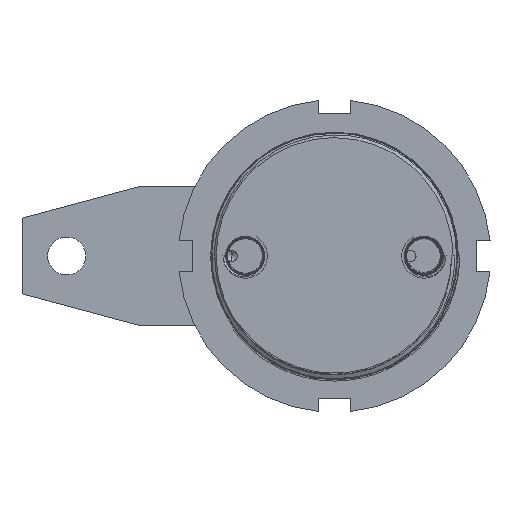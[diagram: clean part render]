
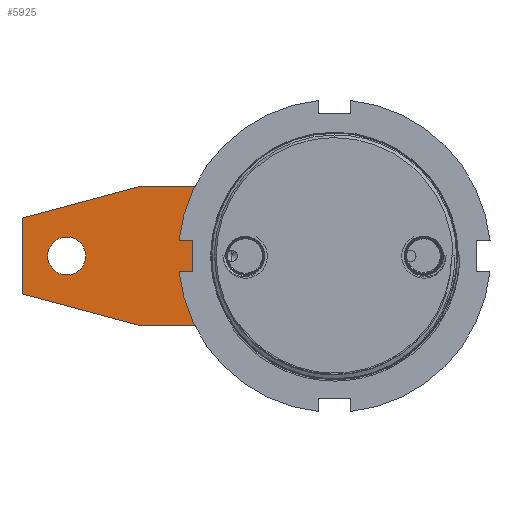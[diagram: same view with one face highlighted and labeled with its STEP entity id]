
A CAD part, front view. The second image highlights one B-rep face of the part: STEP entity #5925.
In plain terms, the highlighted planar face has unit normal (0, -1, 0).
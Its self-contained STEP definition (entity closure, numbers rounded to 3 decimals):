
#425 = ORIENTED_EDGE ( 'NONE', *, *, #64201, .F. ) ;
#1195 = VERTEX_POINT ( 'NONE', #44555 ) ;
#1407 = DIRECTION ( 'NONE',  ( 0.707, 0., -0.707 ) ) ;
#3776 = CARTESIAN_POINT ( 'NONE',  ( -60., 0., 0. ) ) ;
#4664 = PLANE ( 'NONE',  #46869 ) ;
#5657 = EDGE_CURVE ( 'NONE', #11828, #12066, #10785, .T. ) ;
#5690 = DIRECTION ( 'NONE',  ( 0., -1., 0. ) ) ;
#5925 = ADVANCED_FACE ( 'NONE', ( #22448, #55505, #23378 ), #4664, .F. ) ;
#6216 = ORIENTED_EDGE ( 'NONE', *, *, #34629, .F. ) ;
#6746 = EDGE_CURVE ( 'NONE', #67719, #1195, #49189, .T. ) ;
#9969 = CARTESIAN_POINT ( 'NONE',  ( 0., 0., 0. ) ) ;
#10508 = CARTESIAN_POINT ( 'NONE',  ( -70., 0., -8.5 ) ) ;
#10662 = DIRECTION ( 'NONE',  ( -1., 0., 0. ) ) ;
#10785 = LINE ( 'NONE', #54660, #34948 ) ;
#11828 = VERTEX_POINT ( 'NONE', #42432 ) ;
#12066 = VERTEX_POINT ( 'NONE', #35311 ) ;
#12547 = EDGE_CURVE ( 'NONE', #1195, #67719, #43731, .T. ) ;
#13629 = ORIENTED_EDGE ( 'NONE', *, *, #6746, .F. ) ;
#13859 = EDGE_CURVE ( 'NONE', #51388, #27246, #16020, .T. ) ;
#14313 = CARTESIAN_POINT ( 'NONE',  ( -70., 0., 0. ) ) ;
#14394 = LINE ( 'NONE', #29519, #59044 ) ;
#15474 = DIRECTION ( 'NONE',  ( 1., 0., 0. ) ) ;
#15721 = DIRECTION ( 'NONE',  ( 0., -1., 0. ) ) ;
#16020 = LINE ( 'NONE', #29208, #41895 ) ;
#16167 = CARTESIAN_POINT ( 'NONE',  ( -70., 0., -15.5 ) ) ;
#16814 = ORIENTED_EDGE ( 'NONE', *, *, #5657, .F. ) ;
#16989 = CARTESIAN_POINT ( 'NONE',  ( -11.2, 0., 0. ) ) ;
#17234 = VERTEX_POINT ( 'NONE', #27812 ) ;
#18328 = CARTESIAN_POINT ( 'NONE',  ( 12., 0., 15.5 ) ) ;
#18429 = ORIENTED_EDGE ( 'NONE', *, *, #68354, .F. ) ;
#18872 = AXIS2_PLACEMENT_3D ( 'NONE', #3776, #22318, #39237 ) ;
#22318 = DIRECTION ( 'NONE',  ( 0., -1., 0. ) ) ;
#22448 = FACE_BOUND ( 'NONE', #39449, .T. ) ;
#23316 = LINE ( 'NONE', #63984, #24247 ) ;
#23378 = FACE_OUTER_BOUND ( 'NONE', #37112, .T. ) ;
#24247 = VECTOR ( 'NONE', #57717, 1000. ) ;
#24785 = DIRECTION ( 'NONE',  ( -0.707, 0., -0.707 ) ) ;
#25172 = LINE ( 'NONE', #35652, #31374 ) ;
#25188 = ORIENTED_EDGE ( 'NONE', *, *, #67928, .F. ) ;
#25230 = AXIS2_PLACEMENT_3D ( 'NONE', #56880, #50875, #45116 ) ;
#25870 = DIRECTION ( 'NONE',  ( 1., 0., 0. ) ) ;
#26295 = DIRECTION ( 'NONE',  ( 0., 0., 1. ) ) ;
#27246 = VERTEX_POINT ( 'NONE', #62831 ) ;
#27812 = CARTESIAN_POINT ( 'NONE',  ( 16., 0., -11.5 ) ) ;
#28178 = CARTESIAN_POINT ( 'NONE',  ( -60., 0., 0. ) ) ;
#29166 = DIRECTION ( 'NONE',  ( 0., 0., 1. ) ) ;
#29208 = CARTESIAN_POINT ( 'NONE',  ( -70., 0., 8.5 ) ) ;
#29519 = CARTESIAN_POINT ( 'NONE',  ( 16., 0., -11.5 ) ) ;
#29786 = EDGE_LOOP ( 'NONE', ( #13629, #54608 ) ) ;
#29943 = VECTOR ( 'NONE', #41123, 1000. ) ;
#30633 = CARTESIAN_POINT ( 'NONE',  ( 11.2, 0., 0. ) ) ;
#31374 = VECTOR ( 'NONE', #1407, 1000. ) ;
#33390 = DIRECTION ( 'NONE',  ( 0., 0., 1. ) ) ;
#34629 = EDGE_CURVE ( 'NONE', #54975, #64361, #51491, .T. ) ;
#34948 = VECTOR ( 'NONE', #10662, 1000. ) ;
#35249 = EDGE_CURVE ( 'NONE', #27246, #42018, #66711, .T. ) ;
#35311 = CARTESIAN_POINT ( 'NONE',  ( -43.876, 0., -15.5 ) ) ;
#35652 = CARTESIAN_POINT ( 'NONE',  ( 12., 0., 15.5 ) ) ;
#37112 = EDGE_LOOP ( 'NONE', ( #51154, #73755, #67678, #25188, #16814, #18429, #72979, #425 ) ) ;
#39237 = DIRECTION ( 'NONE',  ( 0., 0., 1. ) ) ;
#39449 = EDGE_LOOP ( 'NONE', ( #60364, #6216 ) ) ;
#41123 = DIRECTION ( 'NONE',  ( 0., 0., -1. ) ) ;
#41895 = VECTOR ( 'NONE', #52418, 1000. ) ;
#42018 = VERTEX_POINT ( 'NONE', #18328 ) ;
#42432 = CARTESIAN_POINT ( 'NONE',  ( 12., 0., -15.5 ) ) ;
#42958 = CARTESIAN_POINT ( 'NONE',  ( -70., 0., 8.5 ) ) ;
#43466 = EDGE_CURVE ( 'NONE', #57789, #17234, #70161, .T. ) ;
#43731 = CIRCLE ( 'NONE', #18872, 4.25 ) ;
#44426 = AXIS2_PLACEMENT_3D ( 'NONE', #28178, #5690, #29166 ) ;
#44555 = CARTESIAN_POINT ( 'NONE',  ( -60., 0., -4.25 ) ) ;
#45116 = DIRECTION ( 'NONE',  ( 1., 0., 0. ) ) ;
#45618 = LINE ( 'NONE', #14313, #71601 ) ;
#46869 = AXIS2_PLACEMENT_3D ( 'NONE', #16167, #67628, #33390 ) ;
#49189 = CIRCLE ( 'NONE', #44426, 4.25 ) ;
#49675 = VECTOR ( 'NONE', #25870, 1000. ) ;
#50226 = AXIS2_PLACEMENT_3D ( 'NONE', #9969, #15721, #15474 ) ;
#50875 = DIRECTION ( 'NONE',  ( 0., -1., 0. ) ) ;
#51154 = ORIENTED_EDGE ( 'NONE', *, *, #35249, .F. ) ;
#51388 = VERTEX_POINT ( 'NONE', #42958 ) ;
#51491 = CIRCLE ( 'NONE', #25230, 11.2 ) ;
#51958 = CARTESIAN_POINT ( 'NONE',  ( -60., 0., 4.25 ) ) ;
#52418 = DIRECTION ( 'NONE',  ( 0.966, 0., 0.259 ) ) ;
#54608 = ORIENTED_EDGE ( 'NONE', *, *, #12547, .F. ) ;
#54660 = CARTESIAN_POINT ( 'NONE',  ( -27., 0., -15.5 ) ) ;
#54975 = VERTEX_POINT ( 'NONE', #16989 ) ;
#55505 = FACE_BOUND ( 'NONE', #29786, .T. ) ;
#56880 = CARTESIAN_POINT ( 'NONE',  ( 0., 0., 0. ) ) ;
#57392 = CARTESIAN_POINT ( 'NONE',  ( 16., 0., 0. ) ) ;
#57717 = DIRECTION ( 'NONE',  ( -0.966, 0., 0.259 ) ) ;
#57789 = VERTEX_POINT ( 'NONE', #57811 ) ;
#57811 = CARTESIAN_POINT ( 'NONE',  ( 16., 0., 11.5 ) ) ;
#59044 = VECTOR ( 'NONE', #24785, 1000. ) ;
#60364 = ORIENTED_EDGE ( 'NONE', *, *, #63561, .F. ) ;
#60902 = CIRCLE ( 'NONE', #50226, 11.2 ) ;
#62831 = CARTESIAN_POINT ( 'NONE',  ( -43.876, 0., 15.5 ) ) ;
#63561 = EDGE_CURVE ( 'NONE', #64361, #54975, #60902, .T. ) ;
#63984 = CARTESIAN_POINT ( 'NONE',  ( -43.876, 0., -15.5 ) ) ;
#64201 = EDGE_CURVE ( 'NONE', #42018, #57789, #25172, .T. ) ;
#64361 = VERTEX_POINT ( 'NONE', #30633 ) ;
#66711 = LINE ( 'NONE', #71323, #49675 ) ;
#67030 = EDGE_CURVE ( 'NONE', #67434, #51388, #45618, .T. ) ;
#67434 = VERTEX_POINT ( 'NONE', #10508 ) ;
#67628 = DIRECTION ( 'NONE',  ( 0., 1., 0. ) ) ;
#67678 = ORIENTED_EDGE ( 'NONE', *, *, #67030, .F. ) ;
#67719 = VERTEX_POINT ( 'NONE', #51958 ) ;
#67928 = EDGE_CURVE ( 'NONE', #12066, #67434, #23316, .T. ) ;
#68354 = EDGE_CURVE ( 'NONE', #17234, #11828, #14394, .T. ) ;
#70161 = LINE ( 'NONE', #57392, #29943 ) ;
#71323 = CARTESIAN_POINT ( 'NONE',  ( -27., 0., 15.5 ) ) ;
#71601 = VECTOR ( 'NONE', #26295, 1000. ) ;
#72979 = ORIENTED_EDGE ( 'NONE', *, *, #43466, .F. ) ;
#73755 = ORIENTED_EDGE ( 'NONE', *, *, #13859, .F. ) ;
